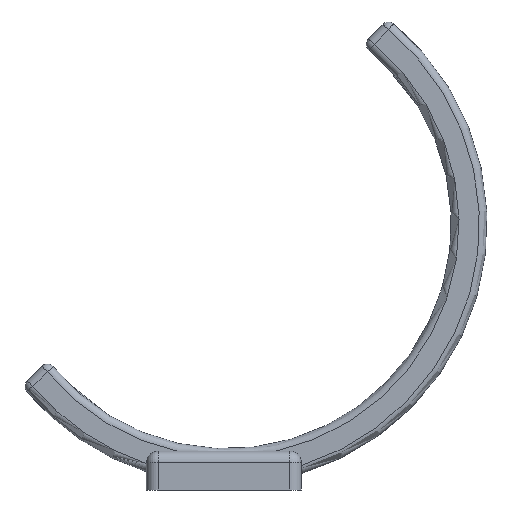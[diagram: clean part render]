
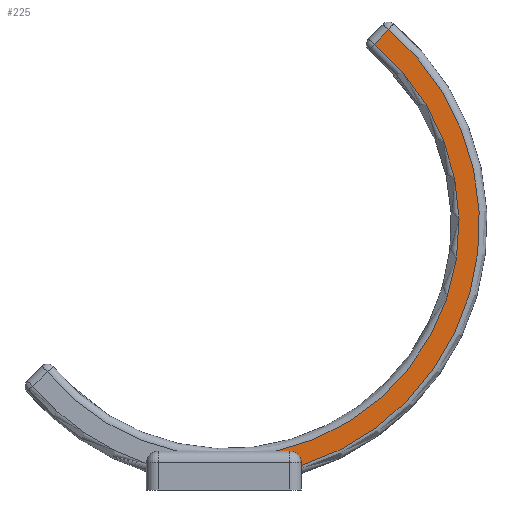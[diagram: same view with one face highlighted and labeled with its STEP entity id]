
A CAD part, front view. The second image highlights one B-rep face of the part: STEP entity #225.
In plain terms, the highlighted planar face has unit normal (0, -1, 0).
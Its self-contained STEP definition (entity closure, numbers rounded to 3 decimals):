
#167=CARTESIAN_POINT('',(2.834,20.7,12.545));
#168=DIRECTION('',(0.,1.,0.));
#169=DIRECTION('',(0.,0.,1.));
#170=AXIS2_PLACEMENT_3D('',#167,#168,#169);
#171=PLANE('',#170);
#172=CARTESIAN_POINT('',(76.677,20.7,10.));
#173=VERTEX_POINT('',#172);
#174=CARTESIAN_POINT('',(79.677,20.7,7.));
#175=VERTEX_POINT('',#174);
#176=CARTESIAN_POINT('',(76.677,20.7,7.));
#177=DIRECTION('',(0.,1.,0.));
#178=DIRECTION('',(0.,-0.,1.));
#179=AXIS2_PLACEMENT_3D('',#176,#177,#178);
#180=CIRCLE('',#179,3.);
#181=EDGE_CURVE('',#173,#175,#180,.T.);
#182=ORIENTED_EDGE('',*,*,#181,.T.);
#183=CARTESIAN_POINT('',(79.677,20.7,6.334));
#184=VERTEX_POINT('',#183);
#185=CARTESIAN_POINT('',(79.677,20.7,7.));
#186=DIRECTION('',(0.,0.,-1.));
#187=VECTOR('',#186,0.666);
#188=LINE('',#185,#187);
#189=EDGE_CURVE('',#175,#184,#188,.T.);
#190=ORIENTED_EDGE('',*,*,#189,.T.);
#191=CARTESIAN_POINT('',(102.164,20.7,118.792));
#192=VERTEX_POINT('',#191);
#193=CARTESIAN_POINT('',(60.389,20.7,68.668));
#194=DIRECTION('',(-0.,-1.,-0.));
#195=DIRECTION('',(0.,-0.,1.));
#196=AXIS2_PLACEMENT_3D('',#193,#194,#195);
#197=CIRCLE('',#196,65.25);
#198=EDGE_CURVE('',#184,#192,#197,.T.);
#199=ORIENTED_EDGE('',*,*,#198,.T.);
#200=CARTESIAN_POINT('',(98.44,20.7,115.059));
#201=VERTEX_POINT('',#200);
#202=CARTESIAN_POINT('',(102.164,20.7,118.792));
#203=DIRECTION('',(-0.706,0.,-0.708));
#204=VECTOR('',#203,5.273);
#205=LINE('',#202,#204);
#206=EDGE_CURVE('',#192,#201,#205,.T.);
#207=ORIENTED_EDGE('',*,*,#206,.T.);
#208=CARTESIAN_POINT('',(72.961,20.7,10.));
#209=VERTEX_POINT('',#208);
#210=CARTESIAN_POINT('',(60.389,20.7,68.668));
#211=DIRECTION('',(0.,1.,0.));
#212=DIRECTION('',(0.,-0.,1.));
#213=AXIS2_PLACEMENT_3D('',#210,#211,#212);
#214=CIRCLE('',#213,60.);
#215=EDGE_CURVE('',#201,#209,#214,.T.);
#216=ORIENTED_EDGE('',*,*,#215,.T.);
#217=CARTESIAN_POINT('',(72.961,20.7,10.));
#218=DIRECTION('',(1.,0.,-0.));
#219=VECTOR('',#218,3.717);
#220=LINE('',#217,#219);
#221=EDGE_CURVE('',#209,#173,#220,.T.);
#222=ORIENTED_EDGE('',*,*,#221,.T.);
#223=EDGE_LOOP('',(#182,#190,#199,#207,#216,#222));
#224=FACE_BOUND('',#223,.T.);
#225=ADVANCED_FACE('',(#224),#171,.F.);
